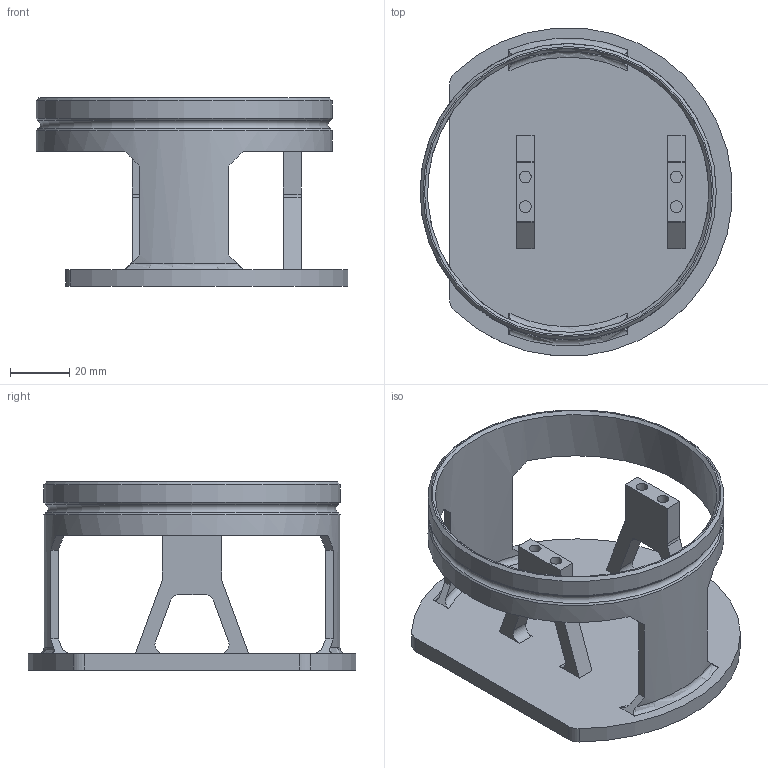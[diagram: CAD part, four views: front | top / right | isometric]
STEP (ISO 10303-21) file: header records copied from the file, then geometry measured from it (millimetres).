
FILE_DESCRIPTION(/* description */ (''),/* implementation_level */ '2;1');
FILE_NAME(/* name */ 'Base.stp',/* time_stamp */ '2023-04-16T23:23:51-04:00',/* author */ (''),/* organization */ (''),/* preprocessor_version */ 'ST-DEVELOPER v18.102',/* originating_system */ 'SIEMENS PLM Software NX2206.6002',/* authorisation */ '');
FILE_SCHEMA (('AUTOMOTIVE_DESIGN { 1 0 10303 214 3 1 1 1 }'));
Length unit declared in the file: millimetre
Products named in the file (1): Base
Bounding box: 105.29 x 110.7 x 63.5 mm (x, y, z)
Volume: 74336.4 mm3; surface area: 42125.3 mm2
Topology: 1 solids, 1 shells, 73 faces, 204 edges, 136 vertices
Faces by surface type: plane 42, cylinder 22, torus 5, cone 4
Full cylindrical faces by diameter (mm): 4 x4, 95 x1, 100 x2
Entity records: 2370 total; most frequent: CARTESIAN_POINT 492, DIRECTION 398, ORIENTED_EDGE 368, EDGE_CURVE 184, AXIS2_PLACEMENT_3D 148, VERTEX_POINT 128, LINE 102, VECTOR 102
